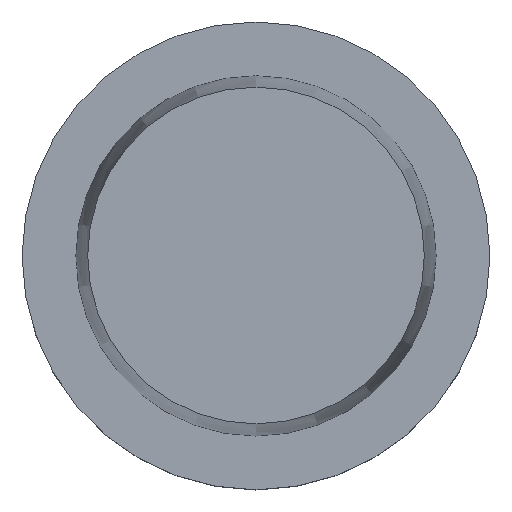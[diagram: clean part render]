
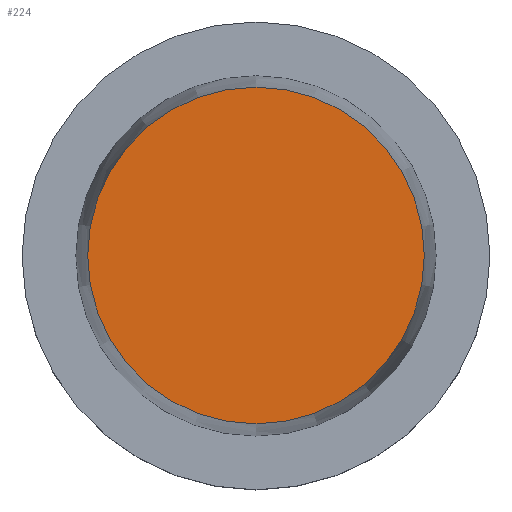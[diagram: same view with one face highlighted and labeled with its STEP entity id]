
A CAD part, top view. The second image highlights one B-rep face of the part: STEP entity #224.
In plain terms, the highlighted planar face has unit normal (0, 0, 1).
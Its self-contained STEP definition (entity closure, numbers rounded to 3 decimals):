
#167=EDGE_CURVE('Unnamed[1]',#380,#380,#381,.T.);
#224=ADVANCED_FACE('Unnamed[1]',(#468),#469,.T.);
#380=VERTEX_POINT('',#651);
#381=CIRCLE('',#652,44.978);
#468=FACE_OUTER_BOUND('',#760,.T.);
#469=PLANE('',#761);
#651=CARTESIAN_POINT('',(0.,44.978,63.));
#652=AXIS2_PLACEMENT_3D('',#920,#921,#922);
#760=EDGE_LOOP('',(#1017));
#761=AXIS2_PLACEMENT_3D('',#1018,#1019,#1020);
#920=CARTESIAN_POINT('',(0.,0.,63.));
#921=DIRECTION('',(0.,0.,1.0));
#922=DIRECTION('',(0.,1.0,0.));
#1017=ORIENTED_EDGE('',*,*,#167,.T.);
#1018=CARTESIAN_POINT('',(0.,22.489,63.));
#1019=DIRECTION('',(0.,0.,1.0));
#1020=DIRECTION('',(0.,1.0,0.));
